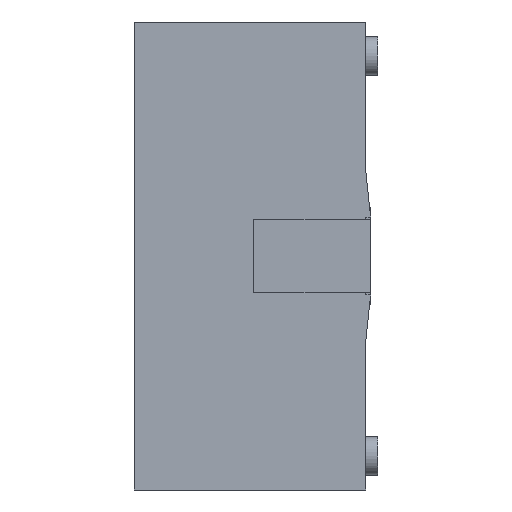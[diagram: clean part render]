
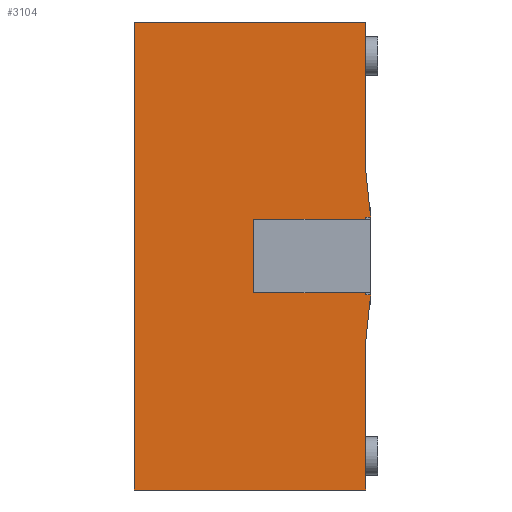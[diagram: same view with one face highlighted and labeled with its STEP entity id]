
A CAD part, left-side view. The second image highlights one B-rep face of the part: STEP entity #3104.
In plain terms, the highlighted planar face has unit normal (-1, 0, 0).
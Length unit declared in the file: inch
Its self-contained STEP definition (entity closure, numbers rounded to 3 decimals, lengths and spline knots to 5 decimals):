
#21 = ORIENTED_EDGE ( 'NONE', *, *, #2524, .F. ) ;
#97 = VECTOR ( 'NONE', #221, 39.37008 ) ;
#116 = ORIENTED_EDGE ( 'NONE', *, *, #1857, .F. ) ;
#194 = DIRECTION ( 'NONE',  ( 0., -1., 0. ) ) ;
#207 = CARTESIAN_POINT ( 'NONE',  ( -0.18898, 0.00984, -0.18898 ) ) ;
#209 = CARTESIAN_POINT ( 'NONE',  ( -0.18898, -0.08661, 0.02953 ) ) ;
#221 = DIRECTION ( 'NONE',  ( 0., 0., -1. ) ) ;
#251 = DIRECTION ( 'NONE',  ( 0., 1., 0. ) ) ;
#336 = CARTESIAN_POINT ( 'NONE',  ( -0.18898, -0.08661, 0. ) ) ;
#386 = DIRECTION ( 'NONE',  ( 0., 0., -1. ) ) ;
#425 = DIRECTION ( 'NONE',  ( 0., 0., -1. ) ) ;
#487 = VERTEX_POINT ( 'NONE', #904 ) ;
#500 = VECTOR ( 'NONE', #978, 39.37008 ) ;
#524 = VERTEX_POINT ( 'NONE', #1268 ) ;
#555 = CARTESIAN_POINT ( 'NONE',  ( -0.18898, -0.09055, -0.02953 ) ) ;
#571 = ORIENTED_EDGE ( 'NONE', *, *, #2289, .F. ) ;
#624 = EDGE_CURVE ( 'NONE', #487, #2555, #2041, .T. ) ;
#631 = ORIENTED_EDGE ( 'NONE', *, *, #3138, .F. ) ;
#656 = CARTESIAN_POINT ( 'NONE',  ( -0.18898, -0.1811, -0.0315 ) ) ;
#657 = VERTEX_POINT ( 'NONE', #3053 ) ;
#717 = CARTESIAN_POINT ( 'NONE',  ( -0.18898, 0.00984, 0.18898 ) ) ;
#830 = ORIENTED_EDGE ( 'NONE', *, *, #2238, .F. ) ;
#851 = EDGE_CURVE ( 'NONE', #2063, #2790, #3254, .T. ) ;
#871 = EDGE_CURVE ( 'NONE', #2555, #2063, #2029, .T. ) ;
#884 = CARTESIAN_POINT ( 'NONE',  ( -0.18898, -0.17717, 0. ) ) ;
#891 = VECTOR ( 'NONE', #1051, 39.37008 ) ;
#897 = EDGE_CURVE ( 'NONE', #2790, #2036, #3182, .T. ) ;
#904 = CARTESIAN_POINT ( 'NONE',  ( -0.18898, -0.08661, -0.02953 ) ) ;
#925 = CARTESIAN_POINT ( 'NONE',  ( -0.18898, -0.08858, 0.18898 ) ) ;
#978 = DIRECTION ( 'NONE',  ( 0., 0., 1. ) ) ;
#989 = VECTOR ( 'NONE', #3052, 39.37008 ) ;
#1036 = DIRECTION ( 'NONE',  ( 0., 0., -1. ) ) ;
#1043 = ORIENTED_EDGE ( 'NONE', *, *, #871, .F. ) ;
#1048 = VECTOR ( 'NONE', #1140, 39.37008 ) ;
#1051 = DIRECTION ( 'NONE',  ( 0., -0.105, -0.995 ) ) ;
#1090 = VECTOR ( 'NONE', #425, 39.37008 ) ;
#1140 = DIRECTION ( 'NONE',  ( 0., 0., -1. ) ) ;
#1164 = ORIENTED_EDGE ( 'NONE', *, *, #851, .F. ) ;
#1187 = EDGE_CURVE ( 'NONE', #1540, #3029, #3008, .T. ) ;
#1193 = LINE ( 'NONE', #1742, #2215 ) ;
#1220 = ORIENTED_EDGE ( 'NONE', *, *, #1187, .F. ) ;
#1229 = DIRECTION ( 'NONE',  ( 0., -1., 0. ) ) ;
#1248 = VECTOR ( 'NONE', #1689, 39.37008 ) ;
#1268 = CARTESIAN_POINT ( 'NONE',  ( -0.18898, -0.17717, 0.18898 ) ) ;
#1292 = DIRECTION ( 'NONE',  ( 0., -1., 0. ) ) ;
#1298 = LINE ( 'NONE', #2582, #891 ) ;
#1305 = VERTEX_POINT ( 'NONE', #3085 ) ;
#1313 = CARTESIAN_POINT ( 'NONE',  ( -0.18898, 0.00984, 0.18898 ) ) ;
#1376 = EDGE_CURVE ( 'NONE', #524, #1440, #1788, .T. ) ;
#1378 = ORIENTED_EDGE ( 'NONE', *, *, #3022, .F. ) ;
#1379 = CARTESIAN_POINT ( 'NONE',  ( -0.18898, -0.09055, 0. ) ) ;
#1440 = VERTEX_POINT ( 'NONE', #1622 ) ;
#1449 = CARTESIAN_POINT ( 'NONE',  ( -0.18898, -0.17717, 0. ) ) ;
#1450 = PLANE ( 'NONE',  #2054 ) ;
#1460 = ORIENTED_EDGE ( 'NONE', *, *, #624, .F. ) ;
#1463 = VECTOR ( 'NONE', #386, 39.37008 ) ;
#1497 = LINE ( 'NONE', #1973, #3054 ) ;
#1540 = VERTEX_POINT ( 'NONE', #207 ) ;
#1600 = LINE ( 'NONE', #336, #1463 ) ;
#1616 = ORIENTED_EDGE ( 'NONE', *, *, #1376, .F. ) ;
#1622 = CARTESIAN_POINT ( 'NONE',  ( -0.18898, -0.17717, 0.0689 ) ) ;
#1630 = EDGE_CURVE ( 'NONE', #1540, #2438, #1193, .T. ) ;
#1658 = DIRECTION ( 'NONE',  ( 0., 0., -1. ) ) ;
#1689 = DIRECTION ( 'NONE',  ( 0., 0.105, -0.995 ) ) ;
#1742 = CARTESIAN_POINT ( 'NONE',  ( -0.18898, -0.08858, -0.18898 ) ) ;
#1788 = LINE ( 'NONE', #2551, #2430 ) ;
#1797 = LINE ( 'NONE', #2321, #989 ) ;
#1810 = CARTESIAN_POINT ( 'NONE',  ( -0.18898, -0.17717, -0.02953 ) ) ;
#1845 = EDGE_LOOP ( 'NONE', ( #830, #1220, #2436, #631, #2494, #1164, #1043, #1460, #116, #571, #2628, #21, #1378, #1616 ) ) ;
#1857 = EDGE_CURVE ( 'NONE', #2847, #487, #1600, .T. ) ;
#1874 = EDGE_CURVE ( 'NONE', #1904, #1305, #2487, .T. ) ;
#1904 = VERTEX_POINT ( 'NONE', #2240 ) ;
#1920 = FACE_OUTER_BOUND ( 'NONE', #1845, .T. ) ;
#1973 = CARTESIAN_POINT ( 'NONE',  ( -0.18898, -0.09055, 0.02953 ) ) ;
#1986 = VECTOR ( 'NONE', #2297, 39.37008 ) ;
#2029 = LINE ( 'NONE', #2519, #1090 ) ;
#2036 = VERTEX_POINT ( 'NONE', #2722 ) ;
#2041 = LINE ( 'NONE', #555, #2350 ) ;
#2054 = AXIS2_PLACEMENT_3D ( 'NONE', #1379, #2472, #1658 ) ;
#2063 = VERTEX_POINT ( 'NONE', #2160 ) ;
#2160 = CARTESIAN_POINT ( 'NONE',  ( -0.18898, -0.17717, -0.0315 ) ) ;
#2162 = VECTOR ( 'NONE', #194, 39.37008 ) ;
#2215 = VECTOR ( 'NONE', #1229, 39.37008 ) ;
#2238 = EDGE_CURVE ( 'NONE', #3029, #524, #2449, .T. ) ;
#2240 = CARTESIAN_POINT ( 'NONE',  ( -0.18898, -0.17717, 0.0315 ) ) ;
#2289 = EDGE_CURVE ( 'NONE', #1305, #2847, #1497, .T. ) ;
#2297 = DIRECTION ( 'NONE',  ( 0., -1., 0. ) ) ;
#2321 = CARTESIAN_POINT ( 'NONE',  ( -0.18898, -0.09055, 0.0315 ) ) ;
#2350 = VECTOR ( 'NONE', #1292, 39.37008 ) ;
#2430 = VECTOR ( 'NONE', #1036, 39.37008 ) ;
#2436 = ORIENTED_EDGE ( 'NONE', *, *, #1630, .T. ) ;
#2438 = VERTEX_POINT ( 'NONE', #2444 ) ;
#2444 = CARTESIAN_POINT ( 'NONE',  ( -0.18898, -0.17717, -0.18898 ) ) ;
#2449 = LINE ( 'NONE', #925, #2162 ) ;
#2472 = DIRECTION ( 'NONE',  ( 1., 0., 0. ) ) ;
#2487 = LINE ( 'NONE', #1449, #97 ) ;
#2494 = ORIENTED_EDGE ( 'NONE', *, *, #897, .F. ) ;
#2519 = CARTESIAN_POINT ( 'NONE',  ( -0.18898, -0.17717, 0. ) ) ;
#2524 = EDGE_CURVE ( 'NONE', #657, #1904, #1797, .T. ) ;
#2551 = CARTESIAN_POINT ( 'NONE',  ( -0.18898, -0.17717, 0. ) ) ;
#2555 = VERTEX_POINT ( 'NONE', #1810 ) ;
#2582 = CARTESIAN_POINT ( 'NONE',  ( -0.18898, -0.17717, 0.0689 ) ) ;
#2628 = ORIENTED_EDGE ( 'NONE', *, *, #1874, .F. ) ;
#2722 = CARTESIAN_POINT ( 'NONE',  ( -0.18898, -0.17717, -0.0689 ) ) ;
#2773 = CARTESIAN_POINT ( 'NONE',  ( -0.18898, -0.09055, -0.0315 ) ) ;
#2790 = VERTEX_POINT ( 'NONE', #3166 ) ;
#2847 = VERTEX_POINT ( 'NONE', #209 ) ;
#2927 = LINE ( 'NONE', #884, #1048 ) ;
#3008 = LINE ( 'NONE', #717, #500 ) ;
#3022 = EDGE_CURVE ( 'NONE', #1440, #657, #1298, .T. ) ;
#3029 = VERTEX_POINT ( 'NONE', #1313 ) ;
#3052 = DIRECTION ( 'NONE',  ( 0., 1., 0. ) ) ;
#3053 = CARTESIAN_POINT ( 'NONE',  ( -0.18898, -0.1811, 0.0315 ) ) ;
#3054 = VECTOR ( 'NONE', #251, 39.37008 ) ;
#3085 = CARTESIAN_POINT ( 'NONE',  ( -0.18898, -0.17717, 0.02953 ) ) ;
#3104 = ADVANCED_FACE ( 'NONE', ( #1920 ), #1450, .F. ) ;
#3138 = EDGE_CURVE ( 'NONE', #2036, #2438, #2927, .T. ) ;
#3166 = CARTESIAN_POINT ( 'NONE',  ( -0.18898, -0.1811, -0.0315 ) ) ;
#3182 = LINE ( 'NONE', #656, #1248 ) ;
#3254 = LINE ( 'NONE', #2773, #1986 ) ;
